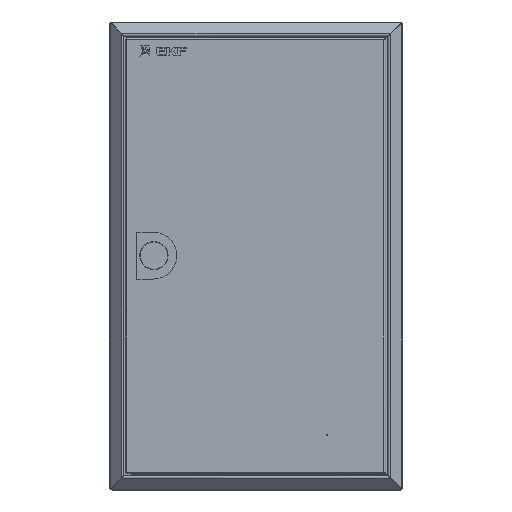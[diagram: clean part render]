
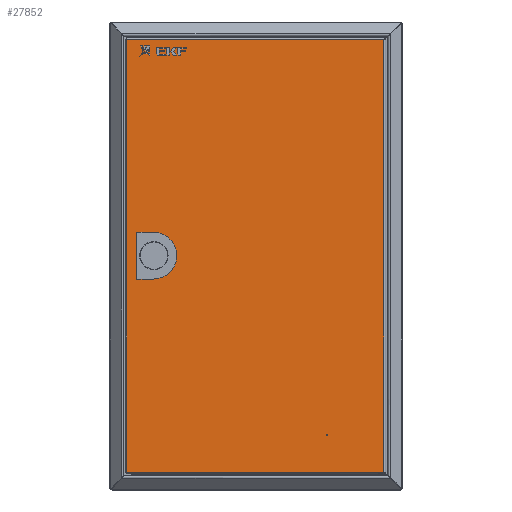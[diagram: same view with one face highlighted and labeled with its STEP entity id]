
A CAD part, top view. The second image highlights one B-rep face of the part: STEP entity #27852.
In plain terms, the highlighted planar face has unit normal (0, 0, 1).
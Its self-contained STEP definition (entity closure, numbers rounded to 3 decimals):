
#30 = LINE ( 'NONE', #19058, #12092 ) ;
#63 = VECTOR ( 'NONE', #14655, 1000. ) ;
#563 = CARTESIAN_POINT ( 'NONE',  ( 205.9, 40., 0. ) ) ;
#814 = LINE ( 'NONE', #12221, #63 ) ;
#1692 = VERTEX_POINT ( 'NONE', #21393 ) ;
#1765 = VECTOR ( 'NONE', #28936, 1000. ) ;
#2198 = CARTESIAN_POINT ( 'NONE',  ( 34.35, 208.63, 0. ) ) ;
#2540 = VERTEX_POINT ( 'NONE', #15728 ) ;
#2584 = ORIENTED_EDGE ( 'NONE', *, *, #27622, .T. ) ;
#3129 = CIRCLE ( 'NONE', #11794, 0.5 ) ;
#3217 = CARTESIAN_POINT ( 'NONE',  ( 263.7, 445.56, 0. ) ) ;
#3253 = CARTESIAN_POINT ( 'NONE',  ( 205.4, 40., 0. ) ) ;
#3538 = CIRCLE ( 'NONE', #18175, 0.5 ) ;
#3954 = AXIS2_PLACEMENT_3D ( 'NONE', #15044, #19912, #5470 ) ;
#4285 = LINE ( 'NONE', #20320, #23584 ) ;
#4621 = CARTESIAN_POINT ( 'NONE',  ( 0., 445.56, 0. ) ) ;
#4623 = DIRECTION ( 'NONE',  ( -1., 0., 0. ) ) ;
#4776 = CARTESIAN_POINT ( 'NONE',  ( 43.6, 238.63, 0. ) ) ;
#5145 = FACE_BOUND ( 'NONE', #18187, .T. ) ;
#5312 = LINE ( 'NONE', #26663, #30241 ) ;
#5470 = DIRECTION ( 'NONE',  ( -1., 0., 0. ) ) ;
#6943 = DIRECTION ( 'NONE',  ( -1., 0., 0. ) ) ;
#7259 = ORIENTED_EDGE ( 'NONE', *, *, #11490, .F. ) ;
#7327 = CARTESIAN_POINT ( 'NONE',  ( 11.6, 207.38, 0. ) ) ;
#7749 = CARTESIAN_POINT ( 'NONE',  ( 33.1, 207.38, 0. ) ) ;
#8336 = VERTEX_POINT ( 'NONE', #3217 ) ;
#8583 = VECTOR ( 'NONE', #24252, 1000. ) ;
#9216 = EDGE_CURVE ( 'NONE', #9447, #29936, #3538, .T. ) ;
#9447 = VERTEX_POINT ( 'NONE', #20262 ) ;
#10215 = CARTESIAN_POINT ( 'NONE',  ( 33.1, 207.38, 0. ) ) ;
#10802 = DIRECTION ( 'NONE',  ( 0., 0., -1. ) ) ;
#10950 = CARTESIAN_POINT ( 'NONE',  ( 33.1, 239.88, 0. ) ) ;
#11192 = VECTOR ( 'NONE', #22447, 1000. ) ;
#11388 = EDGE_LOOP ( 'NONE', ( #24886, #25362, #24601, #23630, #26162, #7259, #24288, #23640 ) ) ;
#11421 = VERTEX_POINT ( 'NONE', #21100 ) ;
#11484 = EDGE_CURVE ( 'NONE', #25275, #28438, #30, .T. ) ;
#11490 = EDGE_CURVE ( 'NONE', #25602, #27988, #13639, .T. ) ;
#11794 = AXIS2_PLACEMENT_3D ( 'NONE', #25285, #10802, #27712 ) ;
#11948 = EDGE_CURVE ( 'NONE', #11421, #28809, #14249, .T. ) ;
#12092 = VECTOR ( 'NONE', #4623, 1000. ) ;
#12221 = CARTESIAN_POINT ( 'NONE',  ( 11.6, 239.88, 0. ) ) ;
#12269 = DIRECTION ( 'NONE',  ( -0.707, 0.707, 0. ) ) ;
#12667 = EDGE_CURVE ( 'NONE', #30618, #1692, #27446, .T. ) ;
#12684 = LINE ( 'NONE', #24813, #25554 ) ;
#12704 = LINE ( 'NONE', #7749, #11192 ) ;
#12976 = VERTEX_POINT ( 'NONE', #10950 ) ;
#13639 = LINE ( 'NONE', #2198, #17771 ) ;
#13777 = ORIENTED_EDGE ( 'NONE', *, *, #19172, .T. ) ;
#14229 = CARTESIAN_POINT ( 'NONE',  ( 0., 1.7, 0. ) ) ;
#14249 = LINE ( 'NONE', #7327, #8583 ) ;
#14444 = EDGE_CURVE ( 'NONE', #8336, #29202, #26228, .T. ) ;
#14655 = DIRECTION ( 'NONE',  ( -1., 0., 0. ) ) ;
#15044 = CARTESIAN_POINT ( 'NONE',  ( 0., 0., 0. ) ) ;
#15531 = EDGE_CURVE ( 'NONE', #12976, #2540, #814, .T. ) ;
#15579 = ORIENTED_EDGE ( 'NONE', *, *, #25162, .T. ) ;
#15728 = CARTESIAN_POINT ( 'NONE',  ( 11.6, 239.88, 0. ) ) ;
#16179 = LINE ( 'NONE', #25808, #21904 ) ;
#17188 = FACE_BOUND ( 'NONE', #11388, .T. ) ;
#17470 = PLANE ( 'NONE',  #3954 ) ;
#17758 = ORIENTED_EDGE ( 'NONE', *, *, #12667, .T. ) ;
#17771 = VECTOR ( 'NONE', #31110, 1000. ) ;
#17849 = CARTESIAN_POINT ( 'NONE',  ( 34.35, 238.63, 0. ) ) ;
#17993 = CARTESIAN_POINT ( 'NONE',  ( 43.6, 208.63, 0. ) ) ;
#18175 = AXIS2_PLACEMENT_3D ( 'NONE', #3253, #20165, #26200 ) ;
#18187 = EDGE_LOOP ( 'NONE', ( #29500, #13777 ) ) ;
#19058 = CARTESIAN_POINT ( 'NONE',  ( 34.35, 238.63, 0. ) ) ;
#19172 = EDGE_CURVE ( 'NONE', #29936, #9447, #3129, .T. ) ;
#19907 = VECTOR ( 'NONE', #23274, 1000. ) ;
#19912 = DIRECTION ( 'NONE',  ( 0., 0., -1. ) ) ;
#20165 = DIRECTION ( 'NONE',  ( 0., 0., -1. ) ) ;
#20262 = CARTESIAN_POINT ( 'NONE',  ( 204.9, 40., 0. ) ) ;
#20320 = CARTESIAN_POINT ( 'NONE',  ( 43.6, 238.63, 0. ) ) ;
#20817 = CARTESIAN_POINT ( 'NONE',  ( 11.6, 207.38, 0. ) ) ;
#21100 = CARTESIAN_POINT ( 'NONE',  ( 11.6, 207.38, 0. ) ) ;
#21393 = CARTESIAN_POINT ( 'NONE',  ( 263.7, 1.7, 0. ) ) ;
#21660 = CARTESIAN_POINT ( 'NONE',  ( 0., 1.7, 0. ) ) ;
#21904 = VECTOR ( 'NONE', #28120, 1000. ) ;
#22447 = DIRECTION ( 'NONE',  ( 0.707, 0.707, 0. ) ) ;
#22510 = ORIENTED_EDGE ( 'NONE', *, *, #14444, .T. ) ;
#22774 = DIRECTION ( 'NONE',  ( 0., 1., 0. ) ) ;
#23097 = EDGE_CURVE ( 'NONE', #28809, #25602, #12704, .T. ) ;
#23274 = DIRECTION ( 'NONE',  ( 0., -1., 0. ) ) ;
#23584 = VECTOR ( 'NONE', #22774, 1000. ) ;
#23630 = ORIENTED_EDGE ( 'NONE', *, *, #11484, .F. ) ;
#23640 = ORIENTED_EDGE ( 'NONE', *, *, #11948, .F. ) ;
#23667 = FACE_OUTER_BOUND ( 'NONE', #27959, .T. ) ;
#24252 = DIRECTION ( 'NONE',  ( 1., 0., 0. ) ) ;
#24288 = ORIENTED_EDGE ( 'NONE', *, *, #23097, .F. ) ;
#24601 = ORIENTED_EDGE ( 'NONE', *, *, #24841, .F. ) ;
#24813 = CARTESIAN_POINT ( 'NONE',  ( 0., 0., 0. ) ) ;
#24841 = EDGE_CURVE ( 'NONE', #28438, #12976, #5312, .T. ) ;
#24886 = ORIENTED_EDGE ( 'NONE', *, *, #27258, .F. ) ;
#25162 = EDGE_CURVE ( 'NONE', #1692, #8336, #16179, .T. ) ;
#25275 = VERTEX_POINT ( 'NONE', #4776 ) ;
#25285 = CARTESIAN_POINT ( 'NONE',  ( 205.4, 40., 0. ) ) ;
#25362 = ORIENTED_EDGE ( 'NONE', *, *, #15531, .F. ) ;
#25471 = VECTOR ( 'NONE', #6943, 1000. ) ;
#25554 = VECTOR ( 'NONE', #27225, 1000. ) ;
#25602 = VERTEX_POINT ( 'NONE', #26951 ) ;
#25808 = CARTESIAN_POINT ( 'NONE',  ( 263.7, 0.877, 0. ) ) ;
#26162 = ORIENTED_EDGE ( 'NONE', *, *, #31293, .F. ) ;
#26200 = DIRECTION ( 'NONE',  ( -1., 0., 0. ) ) ;
#26228 = LINE ( 'NONE', #31123, #25471 ) ;
#26663 = CARTESIAN_POINT ( 'NONE',  ( 33.1, 239.88, 0. ) ) ;
#26951 = CARTESIAN_POINT ( 'NONE',  ( 34.35, 208.63, 0. ) ) ;
#27096 = LINE ( 'NONE', #20817, #19907 ) ;
#27225 = DIRECTION ( 'NONE',  ( 0., -1., 0. ) ) ;
#27258 = EDGE_CURVE ( 'NONE', #2540, #11421, #27096, .T. ) ;
#27446 = LINE ( 'NONE', #21660, #1765 ) ;
#27622 = EDGE_CURVE ( 'NONE', #29202, #30618, #12684, .T. ) ;
#27712 = DIRECTION ( 'NONE',  ( -1., 0., 0. ) ) ;
#27852 = ADVANCED_FACE ( 'NONE', ( #5145, #17188, #23667 ), #17470, .F. ) ;
#27959 = EDGE_LOOP ( 'NONE', ( #15579, #22510, #2584, #17758 ) ) ;
#27988 = VERTEX_POINT ( 'NONE', #17993 ) ;
#28120 = DIRECTION ( 'NONE',  ( 0., 1., 0. ) ) ;
#28438 = VERTEX_POINT ( 'NONE', #17849 ) ;
#28809 = VERTEX_POINT ( 'NONE', #10215 ) ;
#28936 = DIRECTION ( 'NONE',  ( 1., 0., 0. ) ) ;
#29202 = VERTEX_POINT ( 'NONE', #4621 ) ;
#29500 = ORIENTED_EDGE ( 'NONE', *, *, #9216, .T. ) ;
#29936 = VERTEX_POINT ( 'NONE', #563 ) ;
#30241 = VECTOR ( 'NONE', #12269, 1000. ) ;
#30618 = VERTEX_POINT ( 'NONE', #14229 ) ;
#31110 = DIRECTION ( 'NONE',  ( 1., 0., 0. ) ) ;
#31123 = CARTESIAN_POINT ( 'NONE',  ( 264.523, 445.56, 0. ) ) ;
#31293 = EDGE_CURVE ( 'NONE', #27988, #25275, #4285, .T. ) ;
